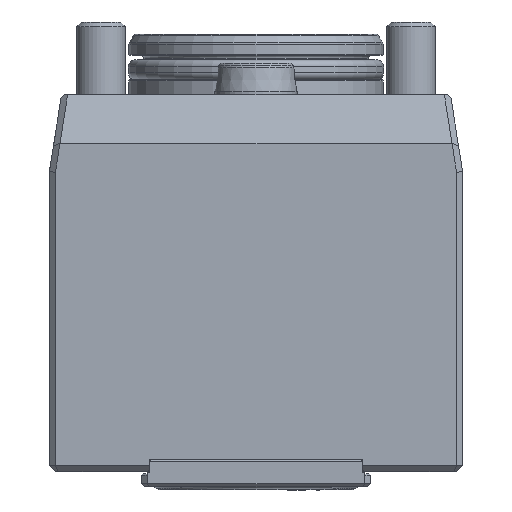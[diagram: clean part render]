
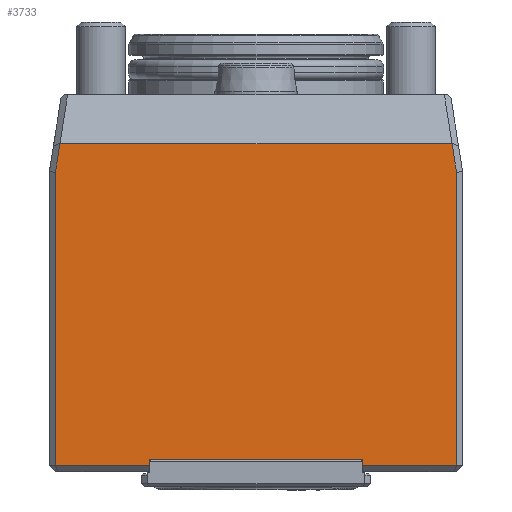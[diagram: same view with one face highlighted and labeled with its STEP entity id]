
A CAD part, left-side view. The second image highlights one B-rep face of the part: STEP entity #3733.
In plain terms, the highlighted planar face has unit normal (-1, 0, 0).
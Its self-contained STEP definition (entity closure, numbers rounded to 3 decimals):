
#248=LINE('',#6173,#580);
#258=LINE('',#6203,#590);
#260=LINE('',#6207,#592);
#261=LINE('',#6209,#593);
#263=LINE('',#6213,#595);
#270=LINE('',#6227,#602);
#273=LINE('',#6232,#605);
#274=LINE('',#6234,#606);
#275=LINE('',#6236,#607);
#277=LINE('',#6240,#609);
#580=VECTOR('',#4725,1000.);
#590=VECTOR('',#4749,1000.);
#592=VECTOR('',#4753,1000.);
#593=VECTOR('',#4756,1000.);
#595=VECTOR('',#4760,1000.);
#602=VECTOR('',#4769,1000.);
#605=VECTOR('',#4774,1000.);
#606=VECTOR('',#4777,1000.);
#607=VECTOR('',#4780,1000.);
#609=VECTOR('',#4784,1000.);
#1447=ORIENTED_EDGE('',*,*,#2095,.F.);
#1448=ORIENTED_EDGE('',*,*,#2093,.T.);
#1449=ORIENTED_EDGE('',*,*,#2092,.T.);
#1450=ORIENTED_EDGE('',*,*,#2091,.T.);
#1451=ORIENTED_EDGE('',*,*,#2088,.T.);
#1452=ORIENTED_EDGE('',*,*,#2081,.T.);
#1453=ORIENTED_EDGE('',*,*,#2079,.T.);
#1454=ORIENTED_EDGE('',*,*,#2078,.T.);
#1455=ORIENTED_EDGE('',*,*,#2076,.F.);
#1456=ORIENTED_EDGE('',*,*,#2074,.T.);
#1457=ORIENTED_EDGE('',*,*,#2061,.F.);
#1458=ORIENTED_EDGE('',*,*,#2051,.T.);
#2051=EDGE_CURVE('',#2492,#2493,#2720,.T.);
#2061=EDGE_CURVE('',#2492,#2498,#248,.T.);
#2074=EDGE_CURVE('',#2511,#2498,#2729,.T.);
#2076=EDGE_CURVE('',#2511,#2512,#258,.T.);
#2078=EDGE_CURVE('',#2444,#2512,#260,.T.);
#2079=EDGE_CURVE('',#2513,#2444,#261,.T.);
#2081=EDGE_CURVE('',#2514,#2513,#263,.T.);
#2088=EDGE_CURVE('',#2516,#2514,#270,.T.);
#2091=EDGE_CURVE('',#2520,#2516,#273,.T.);
#2092=EDGE_CURVE('',#2457,#2520,#274,.T.);
#2093=EDGE_CURVE('',#2521,#2457,#275,.T.);
#2095=EDGE_CURVE('',#2521,#2493,#277,.T.);
#2444=VERTEX_POINT('',#6023);
#2457=VERTEX_POINT('',#6060);
#2492=VERTEX_POINT('',#6156);
#2493=VERTEX_POINT('',#6157);
#2498=VERTEX_POINT('',#6170);
#2511=VERTEX_POINT('',#6200);
#2512=VERTEX_POINT('',#6204);
#2513=VERTEX_POINT('',#6210);
#2514=VERTEX_POINT('',#6214);
#2516=VERTEX_POINT('',#6220);
#2520=VERTEX_POINT('',#6230);
#2521=VERTEX_POINT('',#6237);
#2720=CIRCLE('',#4001,0.15);
#2729=CIRCLE('',#4012,0.15);
#2971=EDGE_LOOP('',(#1447,#1448,#1449,#1450,#1451,#1452,#1453,#1454,#1455,
#1456,#1457,#1458));
#3297=FACE_BOUND('',#2971,.T.);
#3552=PLANE('',#4061);
#3733=ADVANCED_FACE('',(#3297),#3552,.F.);
#4001=AXIS2_PLACEMENT_3D('',#6155,#4708,#4709);
#4012=AXIS2_PLACEMENT_3D('',#6199,#4744,#4745);
#4061=AXIS2_PLACEMENT_3D('',#6363,#4909,#4910);
#4708=DIRECTION('',(1.,0.,0.));
#4709=DIRECTION('',(0.,0.,-1.));
#4725=DIRECTION('',(0.,1.,0.));
#4744=DIRECTION('',(1.,0.,0.));
#4745=DIRECTION('',(0.,0.,-1.));
#4749=DIRECTION('',(0.,0.,-1.));
#4753=DIRECTION('',(0.,-1.,0.));
#4756=DIRECTION('',(0.,0.,-1.));
#4760=DIRECTION('',(0.,0.156,-0.988));
#4769=DIRECTION('',(0.,1.,0.));
#4774=DIRECTION('',(0.,0.156,0.988));
#4777=DIRECTION('',(0.,0.,1.));
#4780=DIRECTION('',(0.,-1.,0.));
#4784=DIRECTION('',(0.,0.,1.));
#4909=DIRECTION('',(1.,0.,0.));
#4910=DIRECTION('',(0.,0.,-1.));
#6023=CARTESIAN_POINT('',(-73.,33.,-61.));
#6060=CARTESIAN_POINT('',(-73.,-33.,-61.));
#6155=CARTESIAN_POINT('',(-73.,-17.364,-60.15));
#6156=CARTESIAN_POINT('',(-73.,-17.364,-60.));
#6157=CARTESIAN_POINT('',(-73.,-17.514,-60.15));
#6170=CARTESIAN_POINT('',(-73.,17.364,-60.));
#6173=CARTESIAN_POINT('',(-73.,-34.,-60.));
#6199=CARTESIAN_POINT('',(-73.,17.364,-60.15));
#6200=CARTESIAN_POINT('',(-73.,17.514,-60.15));
#6203=CARTESIAN_POINT('',(-73.,17.514,0.));
#6204=CARTESIAN_POINT('',(-73.,17.514,-61.));
#6207=CARTESIAN_POINT('',(-73.,-34.,-61.));
#6209=CARTESIAN_POINT('',(-73.,33.,0.));
#6210=CARTESIAN_POINT('',(-73.,33.,-12.706));
#6213=CARTESIAN_POINT('',(-73.,33.012,-12.784));
#6214=CARTESIAN_POINT('',(-73.,32.255,-8.));
#6220=CARTESIAN_POINT('',(-73.,-32.255,-8.));
#6227=CARTESIAN_POINT('',(-73.,-172.58,-8.));
#6230=CARTESIAN_POINT('',(-73.,-33.,-12.706));
#6232=CARTESIAN_POINT('',(-73.,-32.279,-8.156));
#6234=CARTESIAN_POINT('',(-73.,-33.,-12.628));
#6236=CARTESIAN_POINT('',(-73.,-34.,-61.));
#6237=CARTESIAN_POINT('',(-73.,-17.514,-61.));
#6240=CARTESIAN_POINT('',(-73.,-17.514,0.));
#6363=CARTESIAN_POINT('',(-73.,-34.,0.));
